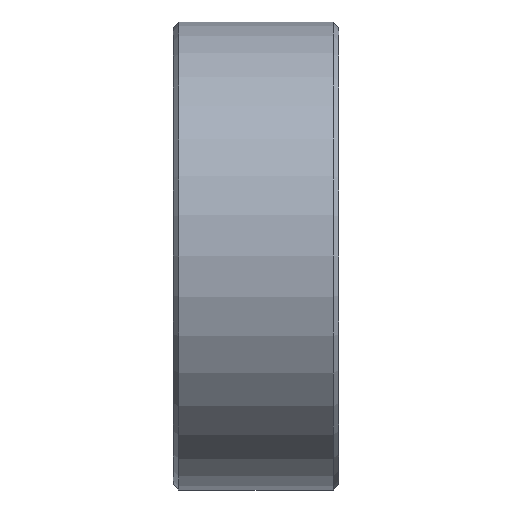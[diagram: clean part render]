
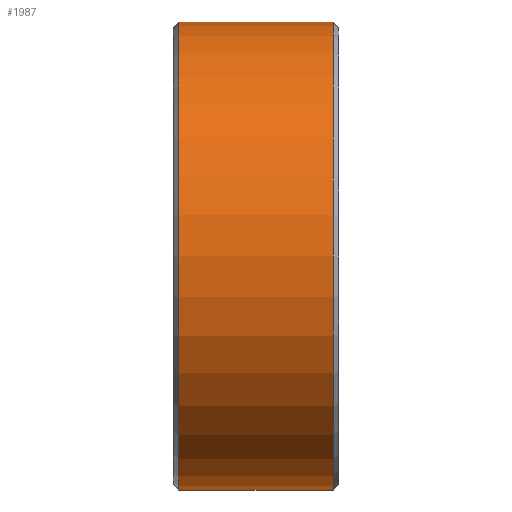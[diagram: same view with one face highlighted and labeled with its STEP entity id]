
A CAD part, left-side view. The second image highlights one B-rep face of the part: STEP entity #1987.
In plain terms, the highlighted cylindrical face has radius 17 mm (diameter 34 mm), a partial arc.
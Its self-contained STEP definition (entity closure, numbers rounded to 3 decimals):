
#8 = EDGE_CURVE ( 'NONE', #1174, #1158, #2465, .T. ) ;
#85 = CIRCLE ( 'NONE', #133, 17. ) ;
#90 = DIRECTION ( 'NONE',  ( 0., 1., 0. ) ) ;
#93 = EDGE_CURVE ( 'NONE', #1872, #1174, #1832, .T. ) ;
#133 = AXIS2_PLACEMENT_3D ( 'NONE', #2642, #1413, #162 ) ;
#155 = CARTESIAN_POINT ( 'NONE',  ( 0., 53.835, 17. ) ) ;
#162 = DIRECTION ( 'NONE',  ( 0., 0., 1. ) ) ;
#179 = EDGE_CURVE ( 'NONE', #1872, #1548, #1377, .T. ) ;
#193 = DIRECTION ( 'NONE',  ( 0., 1., 0. ) ) ;
#217 = FACE_OUTER_BOUND ( 'NONE', #1145, .T. ) ;
#504 = CARTESIAN_POINT ( 'NONE',  ( 0., 11.6, -17. ) ) ;
#520 = DIRECTION ( 'NONE',  ( 0., 0., -1. ) ) ;
#731 = DIRECTION ( 'NONE',  ( 0., 1., 0. ) ) ;
#752 = VECTOR ( 'NONE', #90, 1000. ) ;
#759 = ORIENTED_EDGE ( 'NONE', *, *, #8, .T. ) ;
#822 = ORIENTED_EDGE ( 'NONE', *, *, #179, .F. ) ;
#903 = CARTESIAN_POINT ( 'NONE',  ( 0., 53.835, -17. ) ) ;
#1145 = EDGE_LOOP ( 'NONE', ( #822, #2168, #759, #1889 ) ) ;
#1158 = VERTEX_POINT ( 'NONE', #2410 ) ;
#1174 = VERTEX_POINT ( 'NONE', #1187 ) ;
#1187 = CARTESIAN_POINT ( 'NONE',  ( 0., 0.4, 17. ) ) ;
#1377 = LINE ( 'NONE', #903, #752 ) ;
#1413 = DIRECTION ( 'NONE',  ( 0., -1., 0. ) ) ;
#1548 = VERTEX_POINT ( 'NONE', #504 ) ;
#1602 = EDGE_CURVE ( 'NONE', #1158, #1548, #85, .T. ) ;
#1832 = CIRCLE ( 'NONE', #2508, 17. ) ;
#1872 = VERTEX_POINT ( 'NONE', #1993 ) ;
#1889 = ORIENTED_EDGE ( 'NONE', *, *, #1602, .T. ) ;
#1919 = VECTOR ( 'NONE', #193, 1000. ) ;
#1987 = ADVANCED_FACE ( 'NONE', ( #217 ), #2361, .T. ) ;
#1993 = CARTESIAN_POINT ( 'NONE',  ( 0., 0.4, -17. ) ) ;
#2025 = DIRECTION ( 'NONE',  ( 0., 0., 1. ) ) ;
#2168 = ORIENTED_EDGE ( 'NONE', *, *, #93, .T. ) ;
#2178 = CARTESIAN_POINT ( 'NONE',  ( 0., 0.4, 0. ) ) ;
#2239 = CARTESIAN_POINT ( 'NONE',  ( 0., 53.835, 0. ) ) ;
#2361 = CYLINDRICAL_SURFACE ( 'NONE', #2597, 17. ) ;
#2410 = CARTESIAN_POINT ( 'NONE',  ( 0., 11.6, 17. ) ) ;
#2444 = DIRECTION ( 'NONE',  ( 0., 1., 0. ) ) ;
#2465 = LINE ( 'NONE', #155, #1919 ) ;
#2508 = AXIS2_PLACEMENT_3D ( 'NONE', #2178, #731, #520 ) ;
#2597 = AXIS2_PLACEMENT_3D ( 'NONE', #2239, #2444, #2025 ) ;
#2642 = CARTESIAN_POINT ( 'NONE',  ( 0., 11.6, 0. ) ) ;
